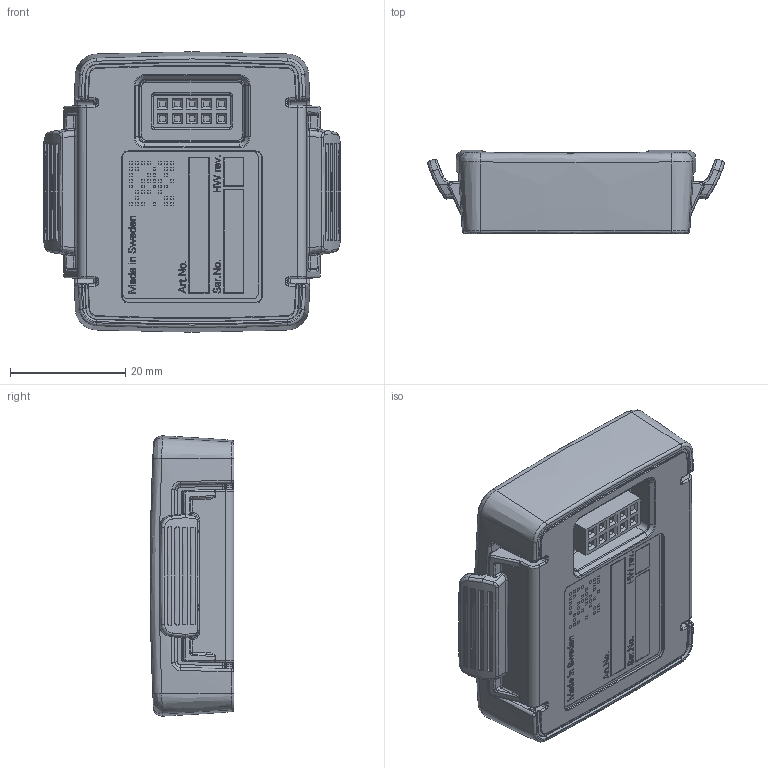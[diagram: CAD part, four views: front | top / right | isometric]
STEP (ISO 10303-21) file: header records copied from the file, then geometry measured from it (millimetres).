
FILE_DESCRIPTION((''),'2;1');
FILE_NAME('4222176780_ASM','2014-05-28T',('tooextcsr'),(''),'PRO/ENGINEER BY PARAMETRIC TECHNOLOGY CORPORATION, 2013410','PRO/ENGINEER BY PARAMETRIC TECHNOLOGY CORPORATION, 2013410','');
FILE_SCHEMA(('CONFIG_CONTROL_DESIGN','GEOMETRIC_VALIDATION_PROPERTIES_MIM'));
Products named in the file (6): 4222175400; 4222177120; 4222148701; 4222148706; 4222176800; 4222176780_ASM
Assembly tree (5 placements, depth 2):
  4222176780_ASM
    4222175400
    4222177120
    4222148701
    4222148706
    4222176800
Bounding box: 51.49 x 14.5 x 48.55 mm (x, y, z)
Volume: 14617.8 mm3; surface area: 20843 mm2
Topology: 5 solids, 5 shells, 3003 faces, 7684 edges, 4894 vertices
Faces by surface type: plane 1527, extrusion 525, bspline 435, cylinder 281, torus 93, cone 84, sphere 58
Entity records: 134228 total; most frequent: CARTESIAN_POINT 42169, ORIENTED_EDGE 15368, DIRECTION 11181, PRESENTATION_STYLE_ASSIGNMENT 7776, STYLED_ITEM 7689, CURVE_STYLE 7684, EDGE_CURVE 7684, VECTOR 5171
